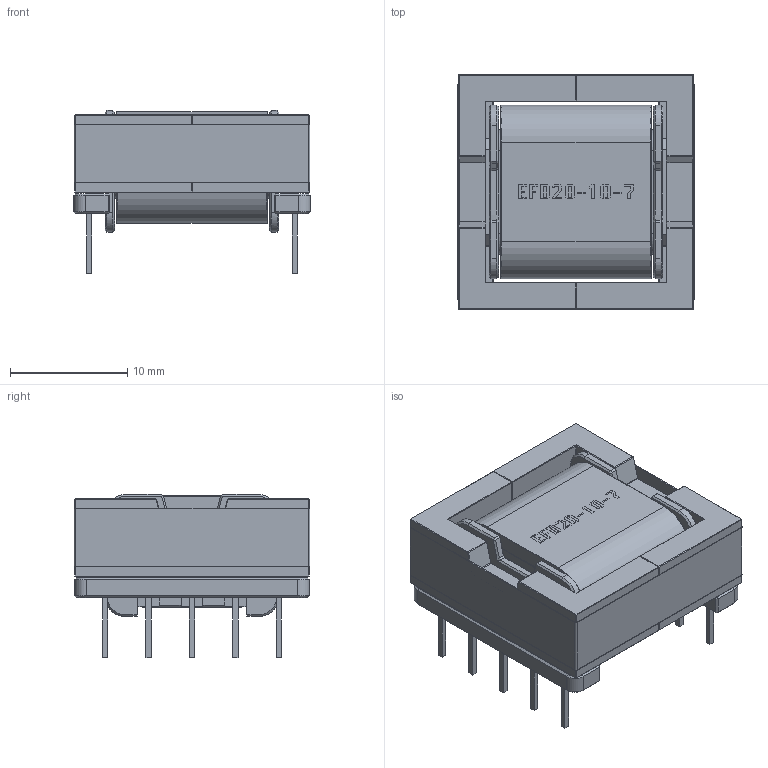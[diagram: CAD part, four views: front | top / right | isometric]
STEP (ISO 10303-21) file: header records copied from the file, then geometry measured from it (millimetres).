
FILE_DESCRIPTION(/* description */ ('model of EFD20-10-7_10pin_pitch3.7mm'),/* implementation_level */ '2;1');
FILE_NAME(/* name */ 'EFD20-10-7_10pin_pitch3.7mm.stp',/* time_stamp */ '2016-01-08T00:25:01',/* author */ ('Joan The Spark',''),/* organization */ (''),/* preprocessor_version */ '',/* originating_system */ '',/* authorisation */ '');
FILE_SCHEMA (('AUTOMOTIVE_DESIGN { 1 0 10303 214 3 1 1 }'));
Length unit declared in the file: millimetre
Products named in the file (1): EFD-x-x-x_series
Bounding box: 20.2 x 20.1 x 13.9 mm (x, y, z)
Volume: 3178.5 mm3; surface area: 2935.5 mm2
Topology: 2 solids, 2 shells, 635 faces, 1520 edges, 924 vertices
Faces by surface type: plane 559, cylinder 52, cone 24
Entity records: 18425 total; most frequent: CARTESIAN_POINT 3088, ORIENTED_EDGE 3040, DIRECTION 2920, EDGE_CURVE 1520, LINE 1384, VECTOR 1384, VERTEX_POINT 924, AXIS2_PLACEMENT_3D 768
